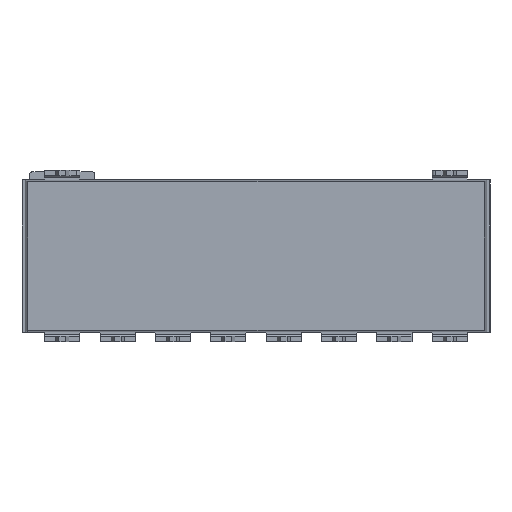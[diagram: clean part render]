
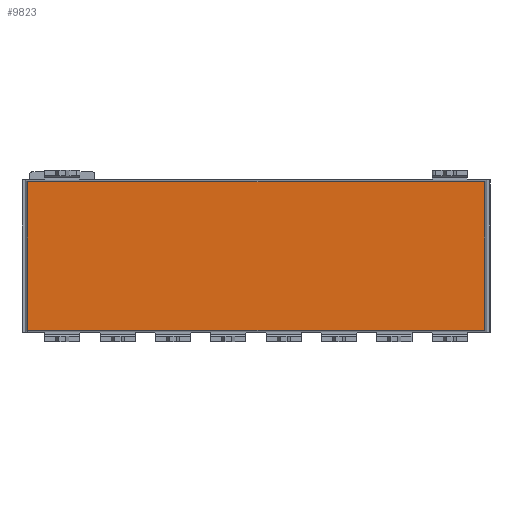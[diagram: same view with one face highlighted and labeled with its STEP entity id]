
A CAD part, top view. The second image highlights one B-rep face of the part: STEP entity #9823.
In plain terms, the highlighted planar face has unit normal (0, 0, 1).
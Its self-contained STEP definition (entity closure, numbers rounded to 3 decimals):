
#512=FACE_OUTER_BOUND('',#1067,.T.);
#1067=EDGE_LOOP('',(#7195,#7196,#7197,#7198));
#1711=LINE('',#13648,#2927);
#1910=LINE('',#14063,#3126);
#1912=LINE('',#14067,#3128);
#1913=LINE('',#14068,#3129);
#2927=VECTOR('',#11182,10.);
#3126=VECTOR('',#11613,10.);
#3128=VECTOR('',#11617,10.);
#3129=VECTOR('',#11618,10.);
#4194=VERTEX_POINT('',#13645);
#4195=VERTEX_POINT('',#13647);
#4295=VERTEX_POINT('',#14061);
#4296=VERTEX_POINT('',#14066);
#5161=EDGE_CURVE('',#4195,#4194,#1711,.T.);
#5368=EDGE_CURVE('',#4194,#4295,#1910,.T.);
#5370=EDGE_CURVE('',#4295,#4296,#1912,.T.);
#5371=EDGE_CURVE('',#4296,#4195,#1913,.T.);
#7195=ORIENTED_EDGE('',*,*,#5370,.T.);
#7196=ORIENTED_EDGE('',*,*,#5371,.T.);
#7197=ORIENTED_EDGE('',*,*,#5161,.T.);
#7198=ORIENTED_EDGE('',*,*,#5368,.T.);
#9373=PLANE('',#10446);
#9823=ADVANCED_FACE('',(#512),#9373,.T.);
#10446=AXIS2_PLACEMENT_3D('',#14065,#11615,#11616);
#11182=DIRECTION('',(-1.,0.,0.));
#11613=DIRECTION('',(0.,-1.,0.));
#11615=DIRECTION('center_axis',(0.,0.,1.));
#11616=DIRECTION('ref_axis',(1.,0.,0.));
#11617=DIRECTION('',(1.,0.,0.));
#11618=DIRECTION('',(0.,1.,0.));
#13645=CARTESIAN_POINT('',(-25.361,3.895,3.585));
#13647=CARTESIAN_POINT('',(-4.409,3.895,3.585));
#13648=CARTESIAN_POINT('',(-9.515,3.895,3.585));
#14061=CARTESIAN_POINT('',(-25.361,-2.921,3.585));
#14063=CARTESIAN_POINT('',(-25.361,2.237,3.585));
#14065=CARTESIAN_POINT('Origin',(-14.885,0.487,3.585));
#14066=CARTESIAN_POINT('',(-4.409,-2.921,3.585));
#14067=CARTESIAN_POINT('',(-9.515,-2.921,3.585));
#14068=CARTESIAN_POINT('',(-4.409,2.237,3.585));
